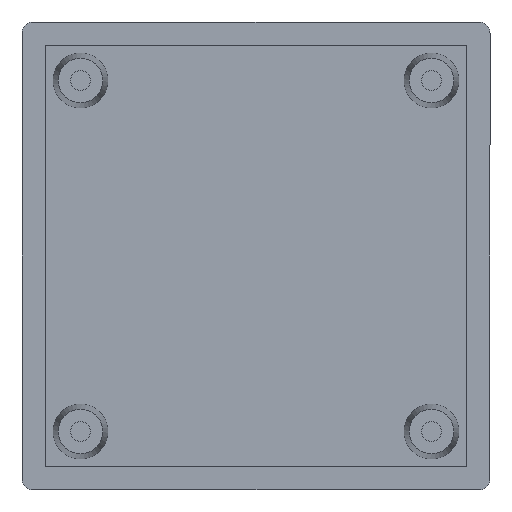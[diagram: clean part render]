
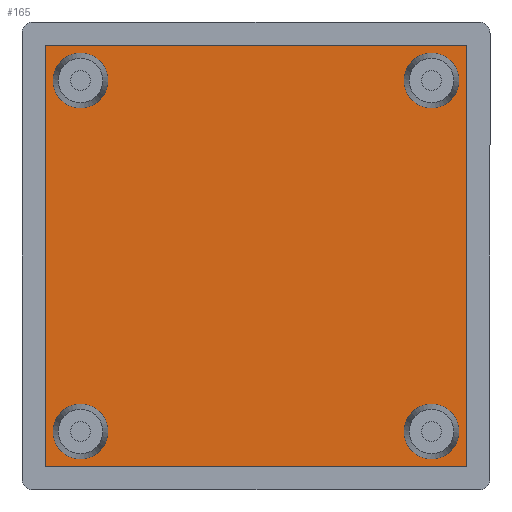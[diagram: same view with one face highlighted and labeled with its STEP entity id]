
A CAD part, front view. The second image highlights one B-rep face of the part: STEP entity #165.
In plain terms, the highlighted planar face has unit normal (0, -1, 0).
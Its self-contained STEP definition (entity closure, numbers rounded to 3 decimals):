
#5 = EDGE_LOOP ( 'NONE', ( #526, #1012 ) ) ;
#7 = VECTOR ( 'NONE', #1003, 1000. ) ;
#10 = EDGE_LOOP ( 'NONE', ( #687, #781, #228, #658 ) ) ;
#32 = AXIS2_PLACEMENT_3D ( 'NONE', #104, #1260, #877 ) ;
#33 = CIRCLE ( 'NONE', #308, 2.35 ) ;
#56 = VERTEX_POINT ( 'NONE', #288 ) ;
#57 = AXIS2_PLACEMENT_3D ( 'NONE', #465, #1201, #355 ) ;
#72 = AXIS2_PLACEMENT_3D ( 'NONE', #899, #1121, #689 ) ;
#78 = ORIENTED_EDGE ( 'NONE', *, *, #523, .F. ) ;
#104 = CARTESIAN_POINT ( 'NONE',  ( 0., -3.3, 0. ) ) ;
#114 = CARTESIAN_POINT ( 'NONE',  ( -15., -3.3, -15. ) ) ;
#131 = VERTEX_POINT ( 'NONE', #173 ) ;
#140 = AXIS2_PLACEMENT_3D ( 'NONE', #1299, #1005, #1195 ) ;
#147 = AXIS2_PLACEMENT_3D ( 'NONE', #981, #326, #1084 ) ;
#165 = ADVANCED_FACE ( 'NONE', ( #263, #1291, #230, #1091, #524 ), #303, .T. ) ;
#173 = CARTESIAN_POINT ( 'NONE',  ( -18., -3.3, 18. ) ) ;
#180 = VERTEX_POINT ( 'NONE', #317 ) ;
#191 = AXIS2_PLACEMENT_3D ( 'NONE', #114, #886, #221 ) ;
#204 = DIRECTION ( 'NONE',  ( 1., 0., 0. ) ) ;
#210 = CIRCLE ( 'NONE', #646, 2.35 ) ;
#221 = DIRECTION ( 'NONE',  ( 1., 0., 0. ) ) ;
#227 = CARTESIAN_POINT ( 'NONE',  ( 18., -3.3, 18. ) ) ;
#228 = ORIENTED_EDGE ( 'NONE', *, *, #274, .T. ) ;
#230 = FACE_BOUND ( 'NONE', #505, .T. ) ;
#239 = EDGE_CURVE ( 'NONE', #902, #1296, #752, .T. ) ;
#240 = CIRCLE ( 'NONE', #1280, 2.35 ) ;
#258 = DIRECTION ( 'NONE',  ( 0., -1., 0. ) ) ;
#263 = FACE_BOUND ( 'NONE', #401, .T. ) ;
#274 = EDGE_CURVE ( 'NONE', #1136, #458, #417, .T. ) ;
#288 = CARTESIAN_POINT ( 'NONE',  ( 15.302, -3.3, 12.669 ) ) ;
#302 = CARTESIAN_POINT ( 'NONE',  ( 15., -3.3, 15. ) ) ;
#303 = PLANE ( 'NONE',  #32 ) ;
#308 = AXIS2_PLACEMENT_3D ( 'NONE', #302, #1341, #514 ) ;
#311 = LINE ( 'NONE', #1061, #984 ) ;
#315 = ORIENTED_EDGE ( 'NONE', *, *, #449, .F. ) ;
#317 = CARTESIAN_POINT ( 'NONE',  ( -15.302, -3.3, -12.669 ) ) ;
#326 = DIRECTION ( 'NONE',  ( 0., -1., 0. ) ) ;
#346 = CARTESIAN_POINT ( 'NONE',  ( 18., -3.3, 18. ) ) ;
#353 = DIRECTION ( 'NONE',  ( -1., 0., 0. ) ) ;
#355 = DIRECTION ( 'NONE',  ( 1., 0., 0. ) ) ;
#357 = EDGE_CURVE ( 'NONE', #180, #1193, #1077, .T. ) ;
#359 = CARTESIAN_POINT ( 'NONE',  ( 15.302, -3.3, -17.331 ) ) ;
#362 = DIRECTION ( 'NONE',  ( 1., 0., 0. ) ) ;
#395 = EDGE_CURVE ( 'NONE', #458, #131, #311, .T. ) ;
#400 = CIRCLE ( 'NONE', #72, 2.35 ) ;
#401 = EDGE_LOOP ( 'NONE', ( #1075, #1256 ) ) ;
#411 = EDGE_CURVE ( 'NONE', #56, #1339, #33, .T. ) ;
#417 = LINE ( 'NONE', #227, #723 ) ;
#448 = CARTESIAN_POINT ( 'NONE',  ( 14.698, -3.3, 17.331 ) ) ;
#449 = EDGE_CURVE ( 'NONE', #1296, #902, #400, .T. ) ;
#458 = VERTEX_POINT ( 'NONE', #346 ) ;
#465 = CARTESIAN_POINT ( 'NONE',  ( -15., -3.3, -15. ) ) ;
#476 = CARTESIAN_POINT ( 'NONE',  ( 15., -3.3, 15. ) ) ;
#505 = EDGE_LOOP ( 'NONE', ( #78, #686 ) ) ;
#506 = VECTOR ( 'NONE', #1207, 1000. ) ;
#514 = DIRECTION ( 'NONE',  ( 1., 0., 0. ) ) ;
#523 = EDGE_CURVE ( 'NONE', #1193, #180, #1144, .T. ) ;
#524 = FACE_OUTER_BOUND ( 'NONE', #10, .T. ) ;
#526 = ORIENTED_EDGE ( 'NONE', *, *, #411, .F. ) ;
#572 = ORIENTED_EDGE ( 'NONE', *, *, #239, .F. ) ;
#581 = CARTESIAN_POINT ( 'NONE',  ( -18., -3.3, 18. ) ) ;
#590 = VERTEX_POINT ( 'NONE', #1019 ) ;
#646 = AXIS2_PLACEMENT_3D ( 'NONE', #1295, #258, #204 ) ;
#658 = ORIENTED_EDGE ( 'NONE', *, *, #395, .T. ) ;
#674 = CARTESIAN_POINT ( 'NONE',  ( -18., -3.3, -18. ) ) ;
#680 = CARTESIAN_POINT ( 'NONE',  ( -14.698, -3.3, 12.669 ) ) ;
#686 = ORIENTED_EDGE ( 'NONE', *, *, #357, .F. ) ;
#687 = ORIENTED_EDGE ( 'NONE', *, *, #1250, .T. ) ;
#689 = DIRECTION ( 'NONE',  ( 1., 0., 0. ) ) ;
#700 = VERTEX_POINT ( 'NONE', #359 ) ;
#723 = VECTOR ( 'NONE', #992, 1000. ) ;
#752 = CIRCLE ( 'NONE', #147, 2.35 ) ;
#758 = EDGE_CURVE ( 'NONE', #700, #590, #1227, .T. ) ;
#761 = CARTESIAN_POINT ( 'NONE',  ( 18., -3.3, -18. ) ) ;
#763 = EDGE_CURVE ( 'NONE', #1327, #1136, #964, .T. ) ;
#779 = CARTESIAN_POINT ( 'NONE',  ( -14.698, -3.3, -17.331 ) ) ;
#781 = ORIENTED_EDGE ( 'NONE', *, *, #763, .T. ) ;
#877 = DIRECTION ( 'NONE',  ( 0., 0., -1. ) ) ;
#886 = DIRECTION ( 'NONE',  ( 0., -1., 0. ) ) ;
#899 = CARTESIAN_POINT ( 'NONE',  ( -15., -3.3, 15. ) ) ;
#902 = VERTEX_POINT ( 'NONE', #1129 ) ;
#964 = LINE ( 'NONE', #1145, #7 ) ;
#981 = CARTESIAN_POINT ( 'NONE',  ( -15., -3.3, 15. ) ) ;
#984 = VECTOR ( 'NONE', #353, 1000. ) ;
#992 = DIRECTION ( 'NONE',  ( 0., 0., 1. ) ) ;
#1003 = DIRECTION ( 'NONE',  ( 1., 0., 0. ) ) ;
#1005 = DIRECTION ( 'NONE',  ( 0., -1., 0. ) ) ;
#1012 = ORIENTED_EDGE ( 'NONE', *, *, #1234, .F. ) ;
#1019 = CARTESIAN_POINT ( 'NONE',  ( 14.698, -3.3, -12.669 ) ) ;
#1061 = CARTESIAN_POINT ( 'NONE',  ( -18., -3.3, 18. ) ) ;
#1075 = ORIENTED_EDGE ( 'NONE', *, *, #758, .F. ) ;
#1077 = CIRCLE ( 'NONE', #191, 2.35 ) ;
#1084 = DIRECTION ( 'NONE',  ( 1., 0., 0. ) ) ;
#1091 = FACE_BOUND ( 'NONE', #1106, .T. ) ;
#1106 = EDGE_LOOP ( 'NONE', ( #315, #572 ) ) ;
#1113 = DIRECTION ( 'NONE',  ( 0., -1., 0. ) ) ;
#1121 = DIRECTION ( 'NONE',  ( 0., -1., 0. ) ) ;
#1129 = CARTESIAN_POINT ( 'NONE',  ( -15.302, -3.3, 17.331 ) ) ;
#1136 = VERTEX_POINT ( 'NONE', #761 ) ;
#1144 = CIRCLE ( 'NONE', #57, 2.35 ) ;
#1145 = CARTESIAN_POINT ( 'NONE',  ( -18., -3.3, -18. ) ) ;
#1193 = VERTEX_POINT ( 'NONE', #779 ) ;
#1195 = DIRECTION ( 'NONE',  ( 1., 0., 0. ) ) ;
#1201 = DIRECTION ( 'NONE',  ( 0., -1., 0. ) ) ;
#1207 = DIRECTION ( 'NONE',  ( 0., 0., -1. ) ) ;
#1227 = CIRCLE ( 'NONE', #140, 2.35 ) ;
#1234 = EDGE_CURVE ( 'NONE', #1339, #56, #240, .T. ) ;
#1250 = EDGE_CURVE ( 'NONE', #131, #1327, #1306, .T. ) ;
#1256 = ORIENTED_EDGE ( 'NONE', *, *, #1278, .F. ) ;
#1260 = DIRECTION ( 'NONE',  ( 0., -1., 0. ) ) ;
#1278 = EDGE_CURVE ( 'NONE', #590, #700, #210, .T. ) ;
#1280 = AXIS2_PLACEMENT_3D ( 'NONE', #476, #1113, #362 ) ;
#1291 = FACE_BOUND ( 'NONE', #5, .T. ) ;
#1295 = CARTESIAN_POINT ( 'NONE',  ( 15., -3.3, -15. ) ) ;
#1296 = VERTEX_POINT ( 'NONE', #680 ) ;
#1299 = CARTESIAN_POINT ( 'NONE',  ( 15., -3.3, -15. ) ) ;
#1306 = LINE ( 'NONE', #581, #506 ) ;
#1327 = VERTEX_POINT ( 'NONE', #674 ) ;
#1339 = VERTEX_POINT ( 'NONE', #448 ) ;
#1341 = DIRECTION ( 'NONE',  ( 0., -1., 0. ) ) ;
